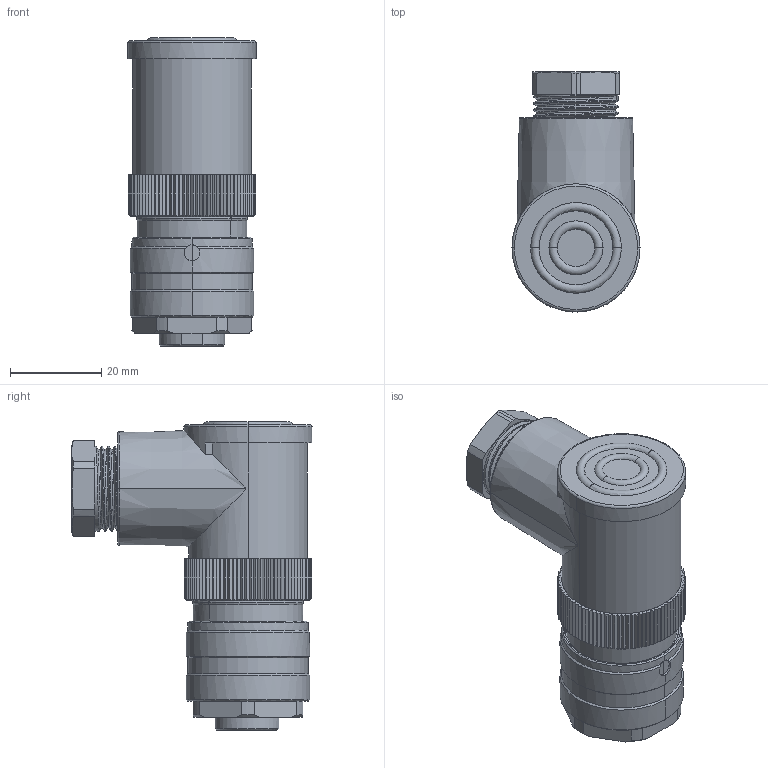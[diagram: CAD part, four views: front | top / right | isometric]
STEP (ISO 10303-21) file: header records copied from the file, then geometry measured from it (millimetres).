
FILE_DESCRIPTION(('CATIA V5 STEP Exchange','CAx-IF Rec.Pracs.--- Model Styling and Organization---1.4--- 2014-01-23'),'2;1');
FILE_NAME ('010717-2_0', '2022-04-11T08:40:24+00:00', ('none'), ('Weidmueller'), 'CATIA Version 5-6 Release 2016 SP3 HF44', 'CATIA V5 STEP AP214', 'none');
FILE_SCHEMA(('AUTOMOTIVE_DESIGN { 1 0 10303 214 1 1 1 1 }'));
Length unit declared in the file: millimetre
Products named in the file (1): 1292030000
Bounding box: 28 x 52.5 x 67.4 mm (x, y, z)
Volume: 45018.1 mm3; surface area: 12648.3 mm2
Topology: 3 solids, 3 shells, 606 faces, 1667 edges, 1101 vertices
Faces by surface type: plane 272, cone 204, cylinder 102, torus 22, bspline 6
Entity records: 24364 total; most frequent: CARTESIAN_POINT 10491, ORIENTED_EDGE 3334, DIRECTION 2085, EDGE_CURVE 1667, VERTEX_POINT 1101, AXIS2_PLACEMENT_3D 888, B_SPLINE_CURVE_WITH_KNOTS 730, EDGE_LOOP 640
